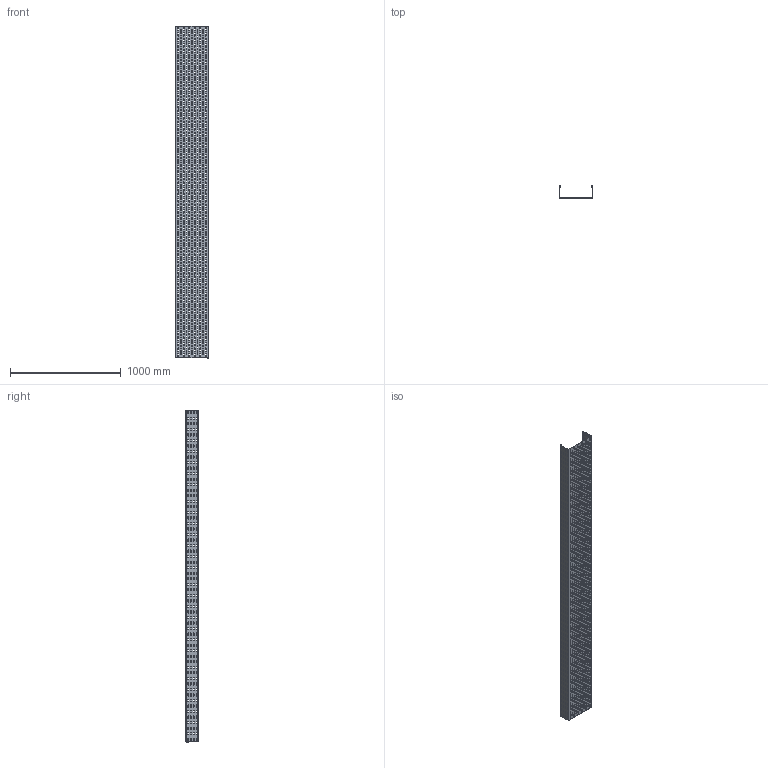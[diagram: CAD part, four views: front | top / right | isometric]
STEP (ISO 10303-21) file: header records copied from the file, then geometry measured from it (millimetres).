
FILE_DESCRIPTION (( 'STEP AP214' ), '1' );
FILE_NAME ('6060307.stp', '2019-06-05T14:06:25', ( '' ), ( '' ), 'SwSTEP 2.0', 'SolidWorks 2018', '' );
FILE_SCHEMA (( 'AUTOMOTIVE_DESIGN' ));
Length unit declared in the file: millimetre
Products named in the file (1): 6060307
Bounding box: 300 x 110 x 3000 mm (x, y, z)
Volume: 1437687.6 mm3; surface area: 2952658.3 mm2
Topology: 1 solids, 1 shells, 5233 faces, 15677 edges, 10446 vertices
Faces by surface type: cylinder 2933, plane 2300
Entity records: 182943 total; most frequent: DIRECTION 32011, CARTESIAN_POINT 31357, ORIENTED_EDGE 31354, EDGE_CURVE 15677, AXIS2_PLACEMENT_3D 11100, VERTEX_POINT 10446, VECTOR 9811, LINE 9811
